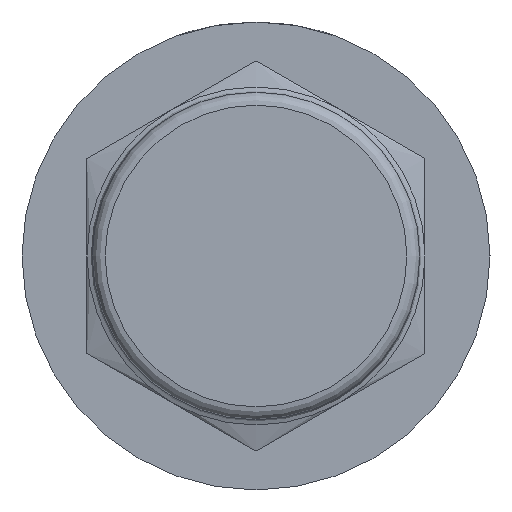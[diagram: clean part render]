
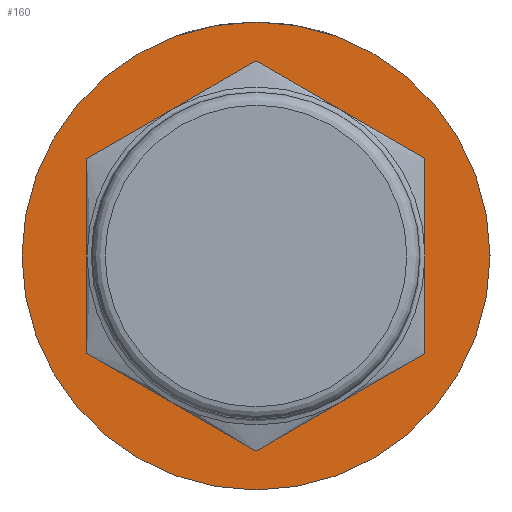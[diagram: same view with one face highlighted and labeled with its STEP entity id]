
A CAD part, left-side view. The second image highlights one B-rep face of the part: STEP entity #160.
In plain terms, the highlighted planar face has unit normal (-1, 0, 0).
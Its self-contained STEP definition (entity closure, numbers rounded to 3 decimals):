
#160 = ADVANCED_FACE( '', ( #369, #370 ), #371, .F. );
#369 = FACE_OUTER_BOUND( '', #634, .T. );
#370 = FACE_BOUND( '', #635, .T. );
#371 = PLANE( '', #636 );
#634 = EDGE_LOOP( '', ( #1035 ) );
#635 = EDGE_LOOP( '', ( #1036, #1037, #1038, #1039, #1040, #1041 ) );
#636 = AXIS2_PLACEMENT_3D( '', #1042, #1043, #1044 );
#1035 = ORIENTED_EDGE( '', *, *, #1593, .F. );
#1036 = ORIENTED_EDGE( '', *, *, #1594, .T. );
#1037 = ORIENTED_EDGE( '', *, *, #1595, .T. );
#1038 = ORIENTED_EDGE( '', *, *, #1596, .T. );
#1039 = ORIENTED_EDGE( '', *, *, #1597, .T. );
#1040 = ORIENTED_EDGE( '', *, *, #1598, .T. );
#1041 = ORIENTED_EDGE( '', *, *, #1583, .T. );
#1042 = CARTESIAN_POINT( '', ( -300., 0., 0. ) );
#1043 = DIRECTION( '', ( 1., 0., 0. ) );
#1044 = DIRECTION( '', ( 0., 0., -1. ) );
#1583 = EDGE_CURVE( '', #1734, #1907, #1909, .T. );
#1593 = EDGE_CURVE( '', #1923, #1923, #1924, .T. );
#1594 = EDGE_CURVE( '', #1907, #1925, #1926, .T. );
#1595 = EDGE_CURVE( '', #1925, #1927, #1928, .T. );
#1596 = EDGE_CURVE( '', #1927, #1929, #1930, .T. );
#1597 = EDGE_CURVE( '', #1929, #1765, #1931, .T. );
#1598 = EDGE_CURVE( '', #1765, #1734, #1932, .T. );
#1734 = VERTEX_POINT( '', #2107 );
#1765 = VERTEX_POINT( '', #2159 );
#1907 = VERTEX_POINT( '', #2394 );
#1909 = CIRCLE( '', #2399, 6.5 );
#1923 = VERTEX_POINT( '', #2421 );
#1924 = CIRCLE( '', #2422, 9. );
#1925 = VERTEX_POINT( '', #2423 );
#1926 = CIRCLE( '', #2424, 6.5 );
#1927 = VERTEX_POINT( '', #2425 );
#1928 = CIRCLE( '', #2426, 6.5 );
#1929 = VERTEX_POINT( '', #2427 );
#1930 = CIRCLE( '', #2428, 6.5 );
#1931 = CIRCLE( '', #2429, 6.5 );
#1932 = CIRCLE( '', #2430, 6.5 );
#2107 = CARTESIAN_POINT( '', ( -300., 3.25, 5.629 ) );
#2159 = CARTESIAN_POINT( '', ( -300., 6.5, 0. ) );
#2394 = CARTESIAN_POINT( '', ( -300., -3.25, 5.629 ) );
#2399 = AXIS2_PLACEMENT_3D( '', #2825, #2826, #2827 );
#2421 = CARTESIAN_POINT( '', ( -300., 0., -9. ) );
#2422 = AXIS2_PLACEMENT_3D( '', #2837, #2838, #2839 );
#2423 = CARTESIAN_POINT( '', ( -300., -6.5, 0. ) );
#2424 = AXIS2_PLACEMENT_3D( '', #2840, #2841, #2842 );
#2425 = CARTESIAN_POINT( '', ( -300., -3.25, -5.629 ) );
#2426 = AXIS2_PLACEMENT_3D( '', #2843, #2844, #2845 );
#2427 = CARTESIAN_POINT( '', ( -300., 3.25, -5.629 ) );
#2428 = AXIS2_PLACEMENT_3D( '', #2846, #2847, #2848 );
#2429 = AXIS2_PLACEMENT_3D( '', #2849, #2850, #2851 );
#2430 = AXIS2_PLACEMENT_3D( '', #2852, #2853, #2854 );
#2825 = CARTESIAN_POINT( '', ( -300., 0., 0. ) );
#2826 = DIRECTION( '', ( 1., 0., 0. ) );
#2827 = DIRECTION( '', ( 0., 1., 0. ) );
#2837 = CARTESIAN_POINT( '', ( -300., 0., 0. ) );
#2838 = DIRECTION( '', ( 1., 0., 0. ) );
#2839 = DIRECTION( '', ( 0., 0., -1. ) );
#2840 = CARTESIAN_POINT( '', ( -300., 0., 0. ) );
#2841 = DIRECTION( '', ( 1., 0., 0. ) );
#2842 = DIRECTION( '', ( 0., 1., 0. ) );
#2843 = CARTESIAN_POINT( '', ( -300., 0., 0. ) );
#2844 = DIRECTION( '', ( 1., 0., 0. ) );
#2845 = DIRECTION( '', ( 0., 1., 0. ) );
#2846 = CARTESIAN_POINT( '', ( -300., 0., 0. ) );
#2847 = DIRECTION( '', ( 1., 0., 0. ) );
#2848 = DIRECTION( '', ( 0., 1., 0. ) );
#2849 = CARTESIAN_POINT( '', ( -300., 0., 0. ) );
#2850 = DIRECTION( '', ( 1., 0., 0. ) );
#2851 = DIRECTION( '', ( 0., 1., 0. ) );
#2852 = CARTESIAN_POINT( '', ( -300., 0., 0. ) );
#2853 = DIRECTION( '', ( 1., 0., 0. ) );
#2854 = DIRECTION( '', ( 0., 1., 0. ) );
